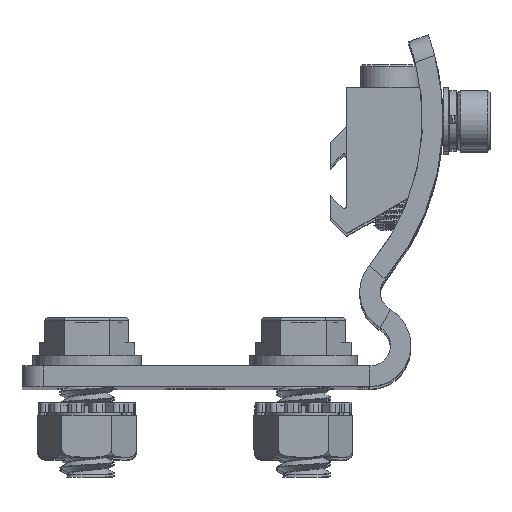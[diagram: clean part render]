
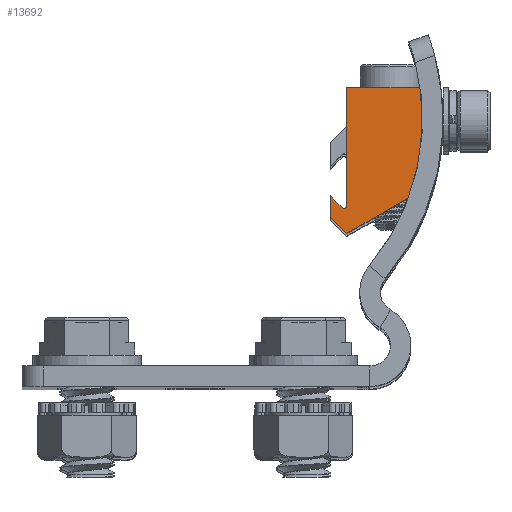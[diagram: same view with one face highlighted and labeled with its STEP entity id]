
A CAD part, top view. The second image highlights one B-rep face of the part: STEP entity #13692.
In plain terms, the highlighted face is planar.
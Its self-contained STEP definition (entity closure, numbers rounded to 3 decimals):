
#13153=DIRECTION('',(0.,0.707,0.707));
#13154=VECTOR('',#13153,1.518);
#13155=CARTESIAN_POINT('',(12.425,-11.123,0.427));
#13156=LINE('',#13155,#13154);
#13157=DIRECTION('',(0.,-1.,0.));
#13158=VECTOR('',#13157,10.946);
#13159=CARTESIAN_POINT('',(12.425,0.,0.));
#13160=LINE('',#13159,#13158);
#13161=DIRECTION('',(0.,0.,1.));
#13162=VECTOR('',#13161,6.785);
#13163=CARTESIAN_POINT('',(12.425,0.,-6.785));
#13164=LINE('',#13163,#13162);
#13165=CARTESIAN_POINT('',(12.425,-3.,14.));
#13166=DIRECTION('',(1.,0.,0.));
#13167=DIRECTION('',(0.,-0.344,-0.939));
#13168=AXIS2_PLACEMENT_3D('',#13165,#13166,#13167);
#13170=DIRECTION('',(0.,0.5,-0.866));
#13171=VECTOR('',#13170,6.601);
#13172=CARTESIAN_POINT('',(12.425,-13.53,0.));
#13173=LINE('',#13172,#13171);
#13174=DIRECTION('',(0.,-0.707,-0.707));
#13175=VECTOR('',#13174,2.121);
#13176=CARTESIAN_POINT('',(12.425,-12.03,1.5));
#13177=LINE('',#13176,#13175);
#13178=DIRECTION('',(0.,-1.,0.));
#13179=VECTOR('',#13178,1.98);
#13180=CARTESIAN_POINT('',(12.425,-10.05,1.5));
#13181=LINE('',#13180,#13179);
#13186=CARTESIAN_POINT('',(12.425,-10.946,0.25));
#13187=DIRECTION('',(-1.,0.,0.));
#13188=DIRECTION('',(0.,0.,-1.));
#13189=AXIS2_PLACEMENT_3D('',#13186,#13187,#13188);
#13218=CARTESIAN_POINT('',(12.425,-10.23,-5.716));
#13219=CARTESIAN_POINT('',(12.425,0.,-6.785));
#13220=VERTEX_POINT('',#13218);
#13221=VERTEX_POINT('',#13219);
#13222=CARTESIAN_POINT('',(12.425,0.,0.));
#13223=VERTEX_POINT('',#13222);
#13224=CARTESIAN_POINT('',(12.425,-10.05,1.5));
#13225=CARTESIAN_POINT('',(12.425,-12.03,1.5));
#13226=VERTEX_POINT('',#13224);
#13227=VERTEX_POINT('',#13225);
#13233=CARTESIAN_POINT('',(12.425,-13.53,0.));
#13235=VERTEX_POINT('',#13233);
#13302=CARTESIAN_POINT('',(12.425,-10.946,0.));
#13304=VERTEX_POINT('',#13302);
#13306=CARTESIAN_POINT('',(12.425,-11.123,0.427));
#13308=VERTEX_POINT('',#13306);
#13675=CARTESIAN_POINT('',(12.425,0.,0.));
#13676=DIRECTION('',(1.,0.,0.));
#13677=DIRECTION('',(0.,0.,-1.));
#13678=AXIS2_PLACEMENT_3D('',#13675,#13676,#13677);
#13679=PLANE('',#13678);
#13681=ORIENTED_EDGE('',*,*,#13680,.F.);
#13683=ORIENTED_EDGE('',*,*,#13682,.F.);
#13684=ORIENTED_EDGE('',*,*,#13352,.F.);
#13685=ORIENTED_EDGE('',*,*,#13515,.F.);
#13686=ORIENTED_EDGE('',*,*,#13409,.F.);
#13687=ORIENTED_EDGE('',*,*,#13635,.F.);
#13688=ORIENTED_EDGE('',*,*,#13656,.F.);
#13689=ORIENTED_EDGE('',*,*,#13666,.F.);
#13690=EDGE_LOOP('',(#13681,#13683,#13684,#13685,#13686,#13687,#13688,#13689));
#13691=FACE_OUTER_BOUND('',#13690,.F.);
#13692=ADVANCED_FACE('',(#13691),#13679,.T.);
#13169=CIRCLE('',#13168,21.);
#13190=CIRCLE('',#13189,0.25);
#13352=EDGE_CURVE('',#13223,#13304,#13160,.T.);
#13409=EDGE_CURVE('',#13220,#13221,#13169,.T.);
#13515=EDGE_CURVE('',#13221,#13223,#13164,.T.);
#13635=EDGE_CURVE('',#13235,#13220,#13173,.T.);
#13656=EDGE_CURVE('',#13227,#13235,#13177,.T.);
#13666=EDGE_CURVE('',#13226,#13227,#13181,.T.);
#13680=EDGE_CURVE('',#13308,#13226,#13156,.T.);
#13682=EDGE_CURVE('',#13304,#13308,#13190,.T.);
